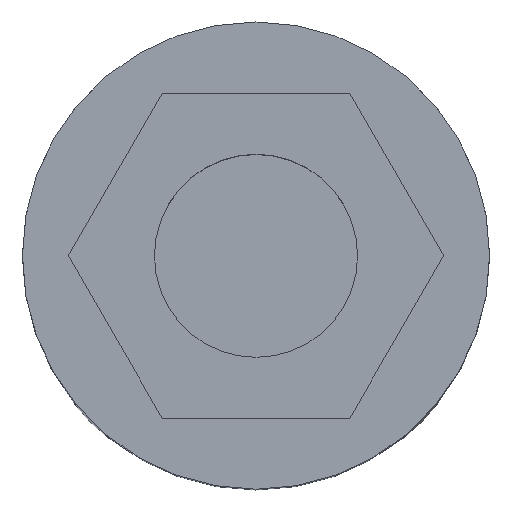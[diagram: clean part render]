
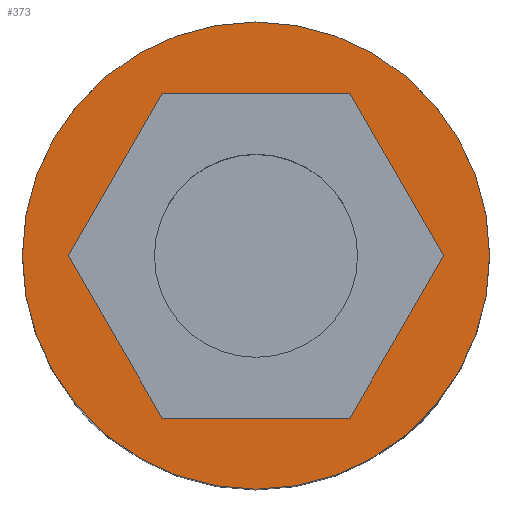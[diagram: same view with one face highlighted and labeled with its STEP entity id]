
A CAD part, top view. The second image highlights one B-rep face of the part: STEP entity #373.
In plain terms, the highlighted planar face has unit normal (0, 0, 1).
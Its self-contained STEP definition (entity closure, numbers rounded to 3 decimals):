
#18=FACE_BOUND('',#60,.T.);
#38=FACE_OUTER_BOUND('',#59,.T.);
#59=EDGE_LOOP('',(#328,#329));
#60=EDGE_LOOP('',(#330,#331,#332,#333,#334,#335));
#62=LINE('',#540,#98);
#66=LINE('',#548,#102);
#69=LINE('',#554,#105);
#72=LINE('',#560,#108);
#75=LINE('',#566,#111);
#78=LINE('',#571,#114);
#98=VECTOR('',#432,10.);
#102=VECTOR('',#438,10.);
#105=VECTOR('',#443,10.);
#108=VECTOR('',#448,10.);
#111=VECTOR('',#453,10.);
#114=VECTOR('',#458,10.);
#146=CIRCLE('',#420,5.75);
#147=CIRCLE('',#421,5.75);
#150=VERTEX_POINT('',#538);
#151=VERTEX_POINT('',#539);
#154=VERTEX_POINT('',#547);
#156=VERTEX_POINT('',#553);
#158=VERTEX_POINT('',#559);
#160=VERTEX_POINT('',#565);
#181=VERTEX_POINT('',#632);
#182=VERTEX_POINT('',#634);
#185=EDGE_CURVE('',#150,#151,#62,.T.);
#189=EDGE_CURVE('',#151,#154,#66,.T.);
#192=EDGE_CURVE('',#154,#156,#69,.T.);
#195=EDGE_CURVE('',#156,#158,#72,.T.);
#198=EDGE_CURVE('',#158,#160,#75,.T.);
#201=EDGE_CURVE('',#160,#150,#78,.T.);
#232=EDGE_CURVE('',#181,#182,#146,.T.);
#233=EDGE_CURVE('',#182,#181,#147,.T.);
#328=ORIENTED_EDGE('',*,*,#233,.F.);
#329=ORIENTED_EDGE('',*,*,#232,.F.);
#330=ORIENTED_EDGE('',*,*,#201,.T.);
#331=ORIENTED_EDGE('',*,*,#185,.T.);
#332=ORIENTED_EDGE('',*,*,#189,.T.);
#333=ORIENTED_EDGE('',*,*,#192,.T.);
#334=ORIENTED_EDGE('',*,*,#195,.T.);
#335=ORIENTED_EDGE('',*,*,#198,.T.);
#353=PLANE('',#422);
#373=ADVANCED_FACE('',(#38,#18),#353,.T.);
#420=AXIS2_PLACEMENT_3D('',#635,#525,#526);
#421=AXIS2_PLACEMENT_3D('',#636,#527,#528);
#422=AXIS2_PLACEMENT_3D('',#637,#529,#530);
#432=DIRECTION('',(0.5,-0.866,0.));
#438=DIRECTION('',(-0.5,-0.866,0.));
#443=DIRECTION('',(-1.,0.,0.));
#448=DIRECTION('',(-0.5,0.866,0.));
#453=DIRECTION('',(0.5,0.866,0.));
#458=DIRECTION('',(1.,0.,0.));
#525=DIRECTION('center_axis',(0.,0.,-1.));
#526=DIRECTION('ref_axis',(-0.814,-0.581,0.));
#527=DIRECTION('center_axis',(0.,0.,-1.));
#528=DIRECTION('ref_axis',(-0.814,-0.581,0.));
#529=DIRECTION('center_axis',(0.,0.,1.));
#530=DIRECTION('ref_axis',(1.,0.,0.));
#538=CARTESIAN_POINT('',(2.309,4.,20.));
#539=CARTESIAN_POINT('',(4.619,0.,20.));
#540=CARTESIAN_POINT('',(2.309,4.,20.));
#547=CARTESIAN_POINT('',(2.309,-4.,20.));
#548=CARTESIAN_POINT('',(4.619,0.,20.));
#553=CARTESIAN_POINT('',(-2.309,-4.,20.));
#554=CARTESIAN_POINT('',(2.309,-4.,20.));
#559=CARTESIAN_POINT('',(-4.619,0.,20.));
#560=CARTESIAN_POINT('',(-2.309,-4.,20.));
#565=CARTESIAN_POINT('',(-2.309,4.,20.));
#566=CARTESIAN_POINT('',(-4.619,0.,20.));
#571=CARTESIAN_POINT('',(-2.309,4.,20.));
#632=CARTESIAN_POINT('',(5.75,0.,20.));
#634=CARTESIAN_POINT('',(-5.75,0.,20.));
#635=CARTESIAN_POINT('Origin',(0.,0.,20.));
#636=CARTESIAN_POINT('Origin',(0.,0.,20.));
#637=CARTESIAN_POINT('Origin',(0.,0.,20.));
